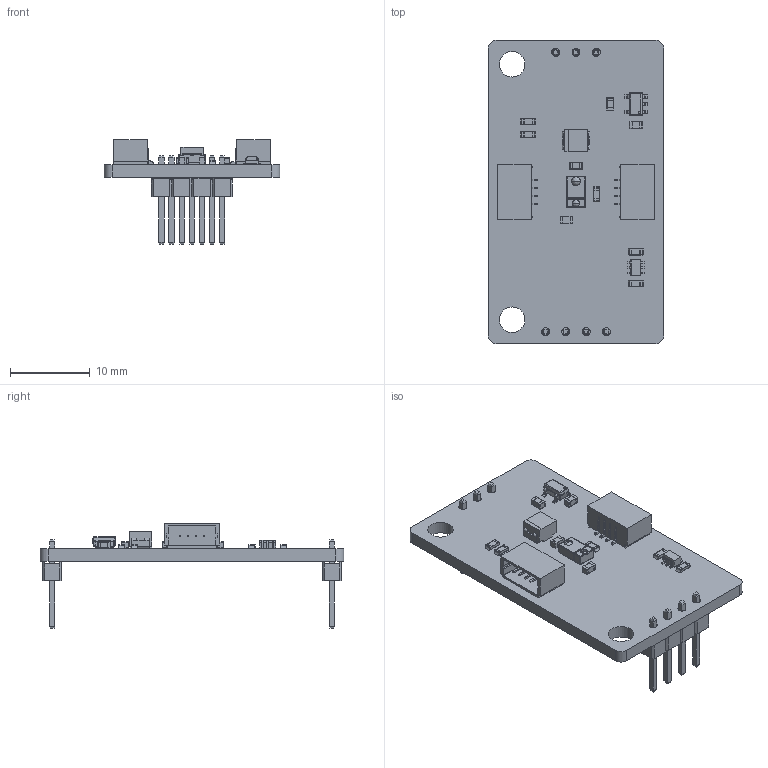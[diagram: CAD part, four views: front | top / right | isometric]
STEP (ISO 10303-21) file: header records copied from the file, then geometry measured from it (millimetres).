
FILE_DESCRIPTION(('KiCad electronic assembly'),'2;1');
FILE_NAME('Color_and_gesturesensor_APDS-9960_breakout_3D.step', '2021-12-08T08:29:11',('Pcbnew'),('Kicad'), 'Open CASCADE STEP processor 7.5','KiCad to STEP converter','Unknown' );
FILE_SCHEMA(('AUTOMOTIVE_DESIGN { 1 0 10303 214 1 1 1 1 }'));
Length unit declared in the file: millimetre
Products named in the file (20): Color_and_gesturesensor_APDS-9960_breakout_3D 1; 0603C; COMPOUND; 0603R; SOLID; easyC connector; SOT-363; 1210C_tantal; APDS-9960; SOT-23-5; 4x_Male_Pin_2.54_mm; 3x_Male_Pin_2.54_mm
Assembly tree (27 placements, depth 3):
  Color_and_gesturesensor_APDS-9960_breakout_3D 1
    0603C  x4
      COMPOUND
    0603R  x5
      SOLID
    easyC connector  x2
      SOLID
    SOT-363
      COMPOUND
    1210C_tantal
      COMPOUND
    APDS-9960
      COMPOUND
    SOT-23-5
      COMPOUND
    4x_Male_Pin_2.54_mm
      COMPOUND
    3x_Male_Pin_2.54_mm
      COMPOUND
    COMPOUND
Bounding box: 22 x 38 x 13.15 mm (x, y, z)
Volume: 1534 mm3; surface area: 2936.9 mm2
Topology: 55 solids, 55 shells, 1311 faces, 3164 edges, 1908 vertices
Faces by surface type: bspline 1292, cylinder 13, plane 6
Full cylindrical faces by diameter (mm): 1 x7, 3.2 x2
Entity records: 46532 total; most frequent: CARTESIAN_POINT 18642, B_SPLINE_CURVE_WITH_KNOTS 5217, ORIENTED_EDGE 3928, PCURVE 3928, DEFINITIONAL_REPRESENTATION 3928, EDGE_CURVE 1964, SURFACE_CURVE 1955, VERTEX_POINT 1232
